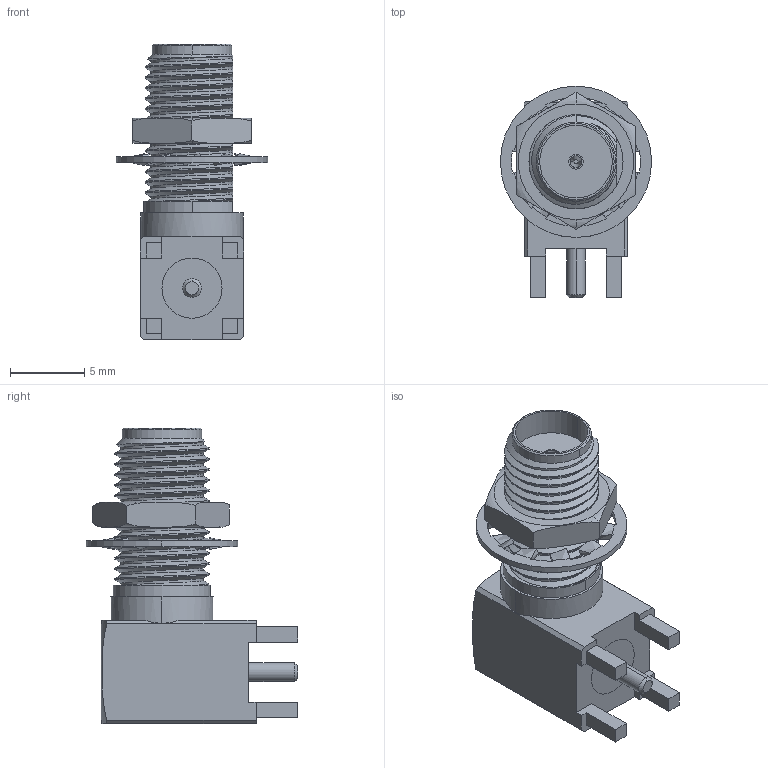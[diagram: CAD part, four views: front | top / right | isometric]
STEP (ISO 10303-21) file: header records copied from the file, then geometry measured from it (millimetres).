
FILE_DESCRIPTION (( 'STEP AP214' ), '1' );
FILE_NAME ('RF2-49B-T-00-50-G-HDW.STEP', '2023-09-02T16:45:39', ( '' ), ( '' ), 'SwSTEP 2.0', 'SolidWorks 2021', '' );
FILE_SCHEMA (( 'AUTOMOTIVE_DESIGN' ));
Length unit declared in the file: millimetre
Products named in the file (1): RF2-49B-T-00-50-G-HDW
Bounding box: 10.2 x 14.25 x 19.97 mm (x, y, z)
Volume: 893.4 mm3; surface area: 1170.4 mm2
Topology: 7 solids, 7 shells, 265 faces, 713 edges, 466 vertices
Faces by surface type: plane 90, bspline 85, cylinder 76, cone 8, torus 6
Entity records: 26162 total; most frequent: CARTESIAN_POINT 20232, ORIENTED_EDGE 1426, DIRECTION 939, EDGE_CURVE 713, VERTEX_POINT 466, VECTOR 387, LINE 387, AXIS2_PLACEMENT_3D 276
